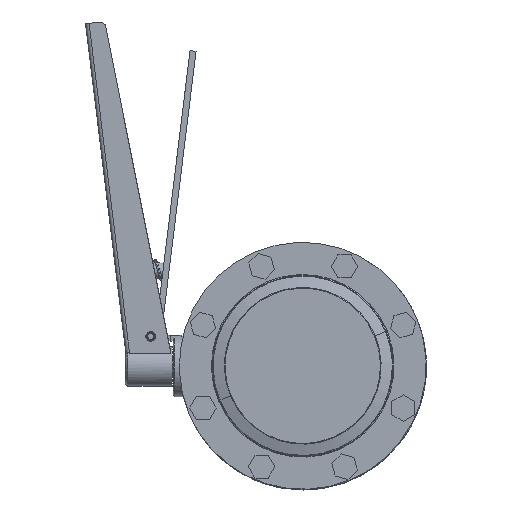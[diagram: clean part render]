
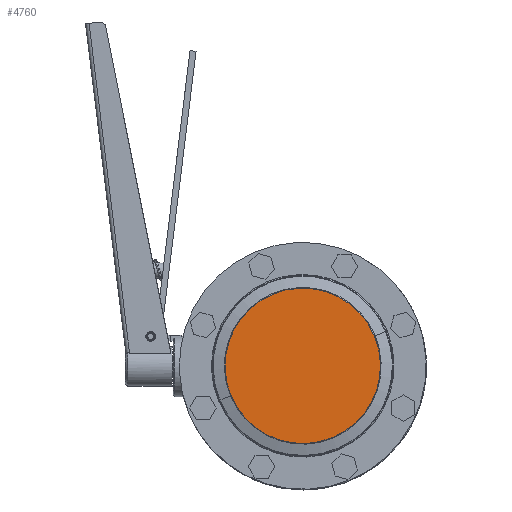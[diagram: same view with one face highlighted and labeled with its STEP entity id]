
A CAD part, left-side view. The second image highlights one B-rep face of the part: STEP entity #4760.
In plain terms, the highlighted planar face has unit normal (-1, 0, 0).
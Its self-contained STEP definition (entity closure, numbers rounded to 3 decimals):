
#4560=CARTESIAN_POINT('',(-66.,-94.586,-23.696));
#4570=DIRECTION('',(-1.,0.,0.));
#4580=DIRECTION('',(0.,0.924,
-0.383));
#4590=AXIS2_PLACEMENT_3D('',#4560,#4570,#4580);
#4600=PLANE('',#4590);
#4610=CARTESIAN_POINT('',(-66.,-153.252,0.606));
#4620=DIRECTION('',(-1.,0.,0.));
#4630=DIRECTION('',(0.,0.924,
-0.383));
#4640=AXIS2_PLACEMENT_3D('',#4610,#4620,#4630);
#4650=CIRCLE('',#4640,64.5);
#4660=CARTESIAN_POINT('',(-66.,-93.662,-24.079));
#4670=VERTEX_POINT('',#4660);
#4680=CARTESIAN_POINT('',(-66.,-212.841,25.29));
#4690=VERTEX_POINT('',#4680);
#4700=EDGE_CURVE('',#4670,#4690,#4650,.T.);
#4710=ORIENTED_EDGE('',*,*,#4700,.T.);
#4720=EDGE_CURVE('',#4690,#4670,#4650,.T.);
#4730=ORIENTED_EDGE('',*,*,#4720,.T.);
#4740=EDGE_LOOP('',(#4730,#4710));
#4750=FACE_OUTER_BOUND('',#4740,.T.);
#4760=ADVANCED_FACE('',(#4750),#4600,.T.);
